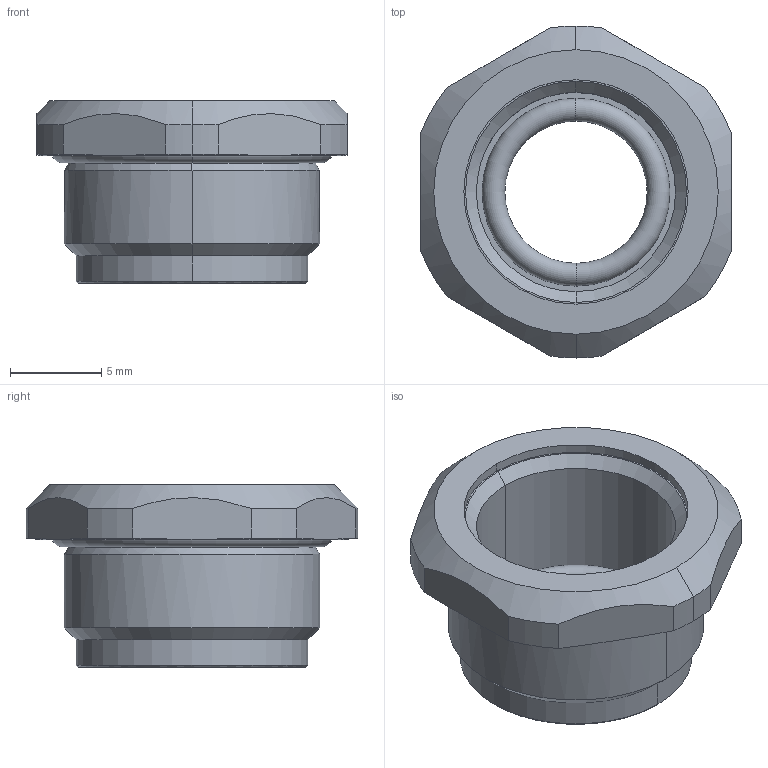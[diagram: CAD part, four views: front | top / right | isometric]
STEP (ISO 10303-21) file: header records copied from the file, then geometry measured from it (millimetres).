
FILE_DESCRIPTION(('CATIA V5 STEP Exchange','CAx-IF Rec.Pracs.--- Model Styling and Organization---1.4--- 2014-01-23'),'2;1');
FILE_NAME ('030360-3_1_2423950000_2423950000.stp','2022-02-11T10:51:58+00:00',('none'),('Weidmueller'),'CATIA Version 5-6 Release 2016 SP3 HF44','CATIA V5 STEP AP214','none');
FILE_SCHEMA(('AUTOMOTIVE_DESIGN { 1 0 10303 214 1 1 1 1 }'));
Length unit declared in the file: millimetre
Products named in the file (1): 2423950000
Bounding box: 17 x 18.2 x 10 mm (x, y, z)
Volume: 877.4 mm3; surface area: 1572.6 mm2
Topology: 6 solids, 6 shells, 98 faces, 234 edges, 150 vertices
Faces by surface type: cylinder 40, torus 22, plane 20, cone 16
Entity records: 3072 total; most frequent: CARTESIAN_POINT 908, ORIENTED_EDGE 468, DIRECTION 353, EDGE_CURVE 234, AXIS2_PLACEMENT_3D 215, VERTEX_POINT 150, CIRCLE 137, EDGE_LOOP 112
